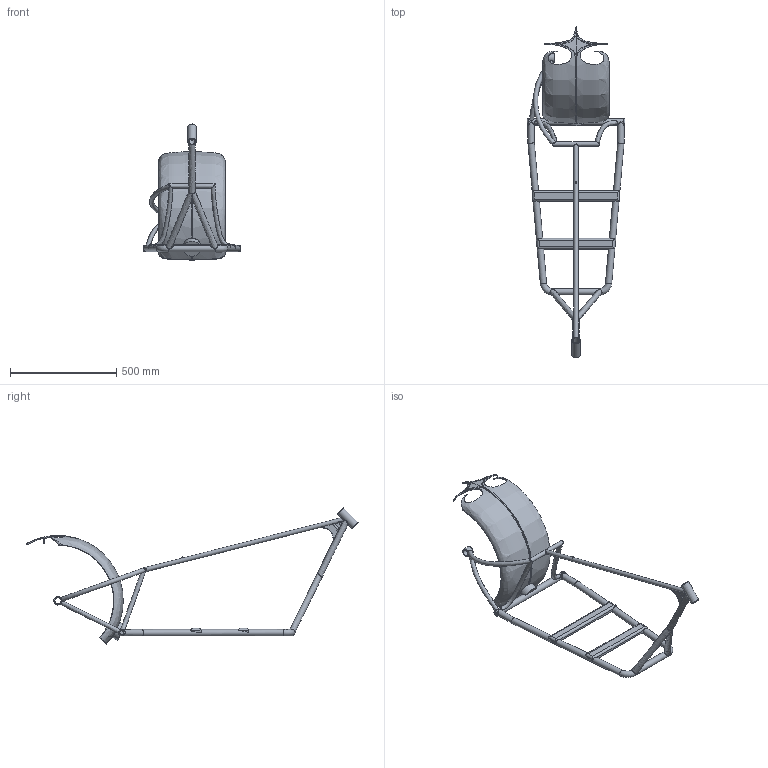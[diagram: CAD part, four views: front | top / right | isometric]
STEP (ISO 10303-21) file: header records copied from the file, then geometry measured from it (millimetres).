
FILE_DESCRIPTION(/* description */ ('STEP AP242','CAx-IF Rec.Pracs.---Representation and Presentation of Product Manufacturing Information (PMI)---4.0---2014-10-13','CAx-IF Rec.Pracs.---3D Tessellated Geometry---0.4---2014-09-14','2;1'),/* implementation_level */ '2;1');
FILE_NAME(/* name */ '67186c103be4ee27e5b3a01e',/* time_stamp */ '2024-10-23T03:22:57Z',/* author */ (''),/* organization */ (''),/* preprocessor_version */ 'ST-DEVELOPER v20',/* originating_system */ ' ',/* authorisation */ ' ');
FILE_SCHEMA (('AP242_MANAGED_MODEL_BASED_3D_ENGINEERING_MIM_LF { 1 0 10303 442 1 1 4 }'));
Length unit declared in the file: metre
Products named in the file (1): Part 1
Bounding box: 460 x 1563.85 x 640.83 mm (x, y, z)
Volume: 4779508.2 mm3; surface area: 1070712.2 mm2
Topology: 1 solids, 1 shells, 196 faces, 540 edges, 283 vertices
Faces by surface type: bspline 76, cylinder 46, plane 42, sphere 20, torus 12
Full cylindrical faces by diameter (mm): 5 x1, 20 x2, 30 x8, 40 x2, 80 x1
Entity records: 12141 total; most frequent: CARTESIAN_POINT 7219, ORIENTED_EDGE 828, DIRECTION 676, EDGE_CURVE 414, AXIS2_PLACEMENT_3D 287, VERTEX_POINT 249, EDGE_LOOP 239, FACE_BOUND 239
